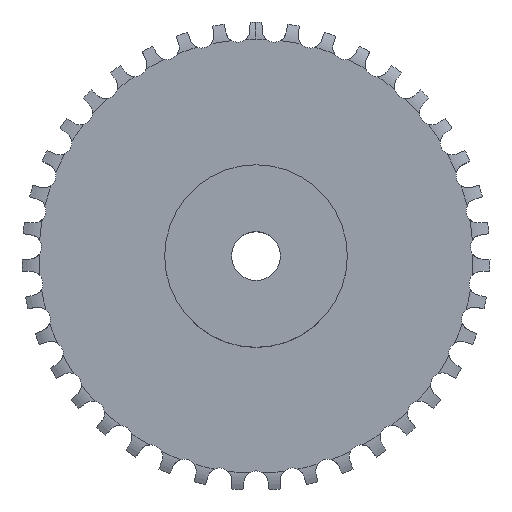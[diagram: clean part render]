
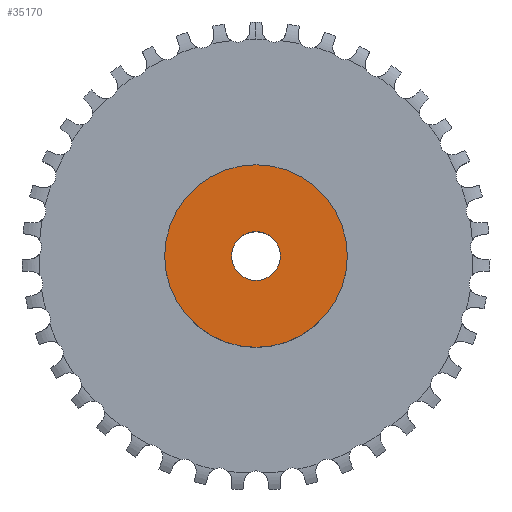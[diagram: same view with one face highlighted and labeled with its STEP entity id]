
A CAD part, top view. The second image highlights one B-rep face of the part: STEP entity #35170.
In plain terms, the highlighted planar face has unit normal (0, 0, 1).
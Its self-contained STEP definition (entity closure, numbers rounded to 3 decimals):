
#5781 = CYLINDRICAL_SURFACE('',#5782,4.);
#5782 = AXIS2_PLACEMENT_3D('',#5783,#5784,#5785);
#5783 = CARTESIAN_POINT('',(0.,0.,110.867));
#5784 = DIRECTION('',(0.,0.,1.));
#5785 = DIRECTION('',(1.,0.,-0.));
#10117 = CYLINDRICAL_SURFACE('',#10118,15.);
#10118 = AXIS2_PLACEMENT_3D('',#10119,#10120,#10121);
#10119 = CARTESIAN_POINT('',(0.,0.,0.));
#10120 = DIRECTION('',(-0.,-0.,-1.));
#10121 = DIRECTION('',(1.,0.,0.));
#28343 = EDGE_CURVE('',#28344,#28344,#28346,.T.);
#28344 = VERTEX_POINT('',#28345);
#28345 = CARTESIAN_POINT('',(4.,0.,13.7));
#28346 = SURFACE_CURVE('',#28347,(#28352,#28359),.PCURVE_S1.);
#28347 = CIRCLE('',#28348,4.);
#28348 = AXIS2_PLACEMENT_3D('',#28349,#28350,#28351);
#28349 = CARTESIAN_POINT('',(0.,0.,13.7));
#28350 = DIRECTION('',(0.,0.,1.));
#28351 = DIRECTION('',(1.,0.,-0.));
#28352 = PCURVE('',#5781,#28353);
#28353 = DEFINITIONAL_REPRESENTATION('',(#28354),#28358);
#28354 = LINE('',#28355,#28356);
#28355 = CARTESIAN_POINT('',(0.,-97.167));
#28356 = VECTOR('',#28357,1.);
#28357 = DIRECTION('',(1.,0.));
#28358 = ( GEOMETRIC_REPRESENTATION_CONTEXT(2) 
PARAMETRIC_REPRESENTATION_CONTEXT() REPRESENTATION_CONTEXT('2D SPACE',''
  ) );
#28359 = PCURVE('',#28360,#28365);
#28360 = PLANE('',#28361);
#28361 = AXIS2_PLACEMENT_3D('',#28362,#28363,#28364);
#28362 = CARTESIAN_POINT('',(0.,0.,13.7));
#28363 = DIRECTION('',(-0.,0.,1.));
#28364 = DIRECTION('',(0.,-1.,0.));
#28365 = DEFINITIONAL_REPRESENTATION('',(#28366),#28370);
#28366 = CIRCLE('',#28367,4.);
#28367 = AXIS2_PLACEMENT_2D('',#28368,#28369);
#28368 = CARTESIAN_POINT('',(0.,0.));
#28369 = DIRECTION('',(0.,1.));
#28370 = ( GEOMETRIC_REPRESENTATION_CONTEXT(2) 
PARAMETRIC_REPRESENTATION_CONTEXT() REPRESENTATION_CONTEXT('2D SPACE',''
  ) );
#32808 = VERTEX_POINT('',#32809);
#32809 = CARTESIAN_POINT('',(15.,0.,13.7));
#32830 = EDGE_CURVE('',#32808,#32808,#32831,.T.);
#32831 = SURFACE_CURVE('',#32832,(#32837,#32844),.PCURVE_S1.);
#32832 = CIRCLE('',#32833,15.);
#32833 = AXIS2_PLACEMENT_3D('',#32834,#32835,#32836);
#32834 = CARTESIAN_POINT('',(0.,0.,13.7));
#32835 = DIRECTION('',(0.,0.,1.));
#32836 = DIRECTION('',(1.,0.,0.));
#32837 = PCURVE('',#10117,#32838);
#32838 = DEFINITIONAL_REPRESENTATION('',(#32839),#32843);
#32839 = LINE('',#32840,#32841);
#32840 = CARTESIAN_POINT('',(-0.,-13.7));
#32841 = VECTOR('',#32842,1.);
#32842 = DIRECTION('',(-1.,0.));
#32843 = ( GEOMETRIC_REPRESENTATION_CONTEXT(2) 
PARAMETRIC_REPRESENTATION_CONTEXT() REPRESENTATION_CONTEXT('2D SPACE',''
  ) );
#32844 = PCURVE('',#28360,#32845);
#32845 = DEFINITIONAL_REPRESENTATION('',(#32846),#32850);
#32846 = CIRCLE('',#32847,15.);
#32847 = AXIS2_PLACEMENT_2D('',#32848,#32849);
#32848 = CARTESIAN_POINT('',(0.,0.));
#32849 = DIRECTION('',(0.,1.));
#32850 = ( GEOMETRIC_REPRESENTATION_CONTEXT(2) 
PARAMETRIC_REPRESENTATION_CONTEXT() REPRESENTATION_CONTEXT('2D SPACE',''
  ) );
#35170 = ADVANCED_FACE('',(#35171,#35174),#28360,.T.);
#35171 = FACE_BOUND('',#35172,.T.);
#35172 = EDGE_LOOP('',(#35173));
#35173 = ORIENTED_EDGE('',*,*,#32830,.T.);
#35174 = FACE_BOUND('',#35175,.T.);
#35175 = EDGE_LOOP('',(#35176));
#35176 = ORIENTED_EDGE('',*,*,#28343,.F.);
